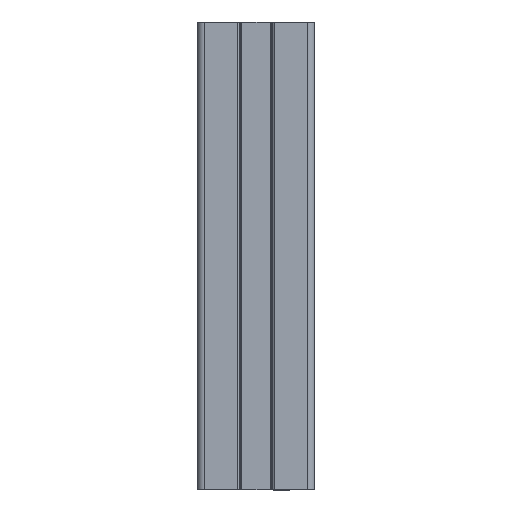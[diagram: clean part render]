
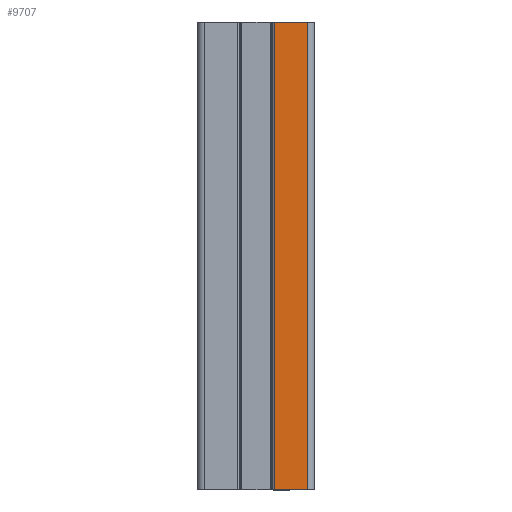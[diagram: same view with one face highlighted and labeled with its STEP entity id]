
A CAD part, front view. The second image highlights one B-rep face of the part: STEP entity #9707.
In plain terms, the highlighted planar face has unit normal (0, -1, 0).
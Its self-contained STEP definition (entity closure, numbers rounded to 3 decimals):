
#9 = CARTESIAN_POINT ( 'NONE',  ( 6348.078, 2867.719, 0. ) ) ;
#419 = EDGE_CURVE ( 'NONE', #6389, #6612, #5920, .T. ) ;
#548 = PLANE ( 'NONE',  #6036 ) ;
#1048 = VECTOR ( 'NONE', #2736, 1000. ) ;
#1137 = CARTESIAN_POINT ( 'NONE',  ( 6348.078, 2867.719, 0. ) ) ;
#1163 = LINE ( 'NONE', #2373, #1048 ) ;
#1199 = EDGE_CURVE ( 'NONE', #5364, #4543, #1163, .T. ) ;
#1470 = EDGE_CURVE ( 'NONE', #6612, #5364, #8592, .T. ) ;
#1623 = EDGE_CURVE ( 'NONE', #6389, #4543, #7786, .T. ) ;
#2210 = DIRECTION ( 'NONE',  ( 0., 0., 1. ) ) ;
#2373 = CARTESIAN_POINT ( 'NONE',  ( 6355.178, 2867.719, 100. ) ) ;
#2736 = DIRECTION ( 'NONE',  ( 0., 0., -1. ) ) ;
#2993 = DIRECTION ( 'NONE',  ( 0., 1., 0. ) ) ;
#3137 = DIRECTION ( 'NONE',  ( 1., 0., 0. ) ) ;
#3702 = DIRECTION ( 'NONE',  ( 0., 0., 1. ) ) ;
#3763 = CARTESIAN_POINT ( 'NONE',  ( 6348.078, 2867.719, 100. ) ) ;
#4452 = CARTESIAN_POINT ( 'NONE',  ( 6348.078, 2867.719, 100. ) ) ;
#4543 = VERTEX_POINT ( 'NONE', #7435 ) ;
#5364 = VERTEX_POINT ( 'NONE', #6067 ) ;
#5405 = ORIENTED_EDGE ( 'NONE', *, *, #1199, .F. ) ;
#5920 = LINE ( 'NONE', #4452, #6030 ) ;
#6030 = VECTOR ( 'NONE', #3702, 1000. ) ;
#6036 = AXIS2_PLACEMENT_3D ( 'NONE', #3763, #2993, #2210 ) ;
#6067 = CARTESIAN_POINT ( 'NONE',  ( 6355.178, 2867.719, 100. ) ) ;
#6389 = VERTEX_POINT ( 'NONE', #9 ) ;
#6586 = ORIENTED_EDGE ( 'NONE', *, *, #1470, .F. ) ;
#6612 = VERTEX_POINT ( 'NONE', #8837 ) ;
#6969 = CARTESIAN_POINT ( 'NONE',  ( 6340.278, 2867.719, 100. ) ) ;
#7192 = DIRECTION ( 'NONE',  ( 1., 0., 0. ) ) ;
#7435 = CARTESIAN_POINT ( 'NONE',  ( 6355.178, 2867.719, 0. ) ) ;
#7645 = VECTOR ( 'NONE', #3137, 1000. ) ;
#7786 = LINE ( 'NONE', #1137, #7645 ) ;
#8515 = ORIENTED_EDGE ( 'NONE', *, *, #419, .F. ) ;
#8562 = VECTOR ( 'NONE', #7192, 1000. ) ;
#8592 = LINE ( 'NONE', #6969, #8562 ) ;
#8837 = CARTESIAN_POINT ( 'NONE',  ( 6348.078, 2867.719, 100. ) ) ;
#9409 = FACE_OUTER_BOUND ( 'NONE', #9441, .T. ) ;
#9441 = EDGE_LOOP ( 'NONE', ( #5405, #6586, #8515, #9719 ) ) ;
#9707 = ADVANCED_FACE ( 'NONE', ( #9409 ), #548, .F. ) ;
#9719 = ORIENTED_EDGE ( 'NONE', *, *, #1623, .T. ) ;
